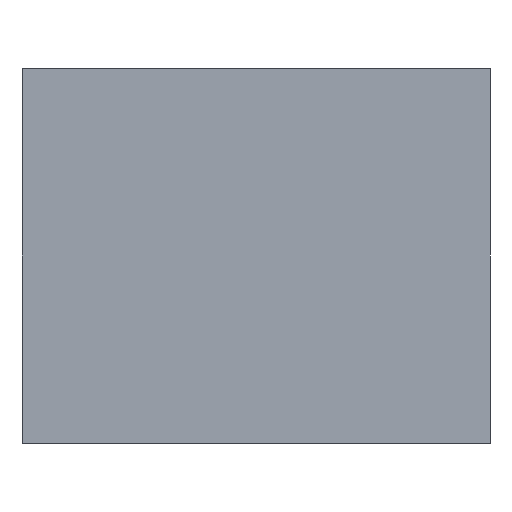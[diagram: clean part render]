
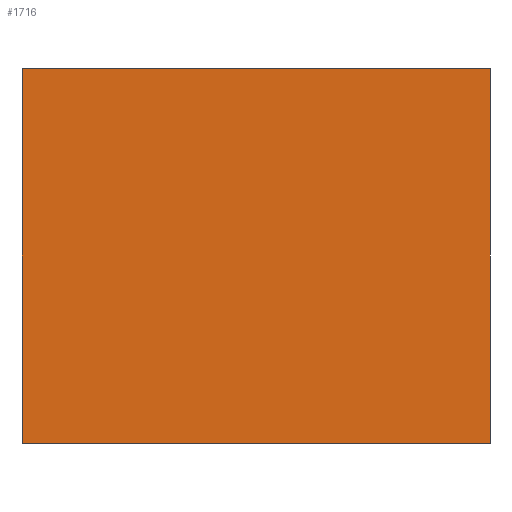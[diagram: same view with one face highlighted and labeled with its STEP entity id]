
A CAD part, left-side view. The second image highlights one B-rep face of the part: STEP entity #1716.
In plain terms, the highlighted planar face has unit normal (-1, 0, 0).
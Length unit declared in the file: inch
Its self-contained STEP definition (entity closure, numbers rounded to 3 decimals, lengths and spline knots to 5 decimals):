
#9 = EDGE_LOOP ( 'NONE', ( #1397, #1851, #2044, #1821 ) ) ;
#78 = CARTESIAN_POINT ( 'NONE',  ( 268.17346, -133.17924, 420.49822 ) ) ;
#94 = AXIS2_PLACEMENT_3D ( 'NONE', #863, #343, #2355 ) ;
#154 = LINE ( 'NONE', #670, #1126 ) ;
#185 = VERTEX_POINT ( 'NONE', #1079 ) ;
#343 = DIRECTION ( 'NONE',  ( 1., 0., 0. ) ) ;
#387 = DIRECTION ( 'NONE',  ( 0., 0., -1. ) ) ;
#415 = CARTESIAN_POINT ( 'NONE',  ( 268.17346, -133.17924, 174.40447 ) ) ;
#499 = DIRECTION ( 'NONE',  ( 0., -1., 0. ) ) ;
#596 = VECTOR ( 'NONE', #723, 39.37008 ) ;
#670 = CARTESIAN_POINT ( 'NONE',  ( 268.17346, -133.17924, 420.49822 ) ) ;
#723 = DIRECTION ( 'NONE',  ( 0., 0., -1. ) ) ;
#863 = CARTESIAN_POINT ( 'NONE',  ( 268.17346, -133.17924, 420.49822 ) ) ;
#938 = VECTOR ( 'NONE', #2175, 39.37008 ) ;
#1028 = LINE ( 'NONE', #2200, #938 ) ;
#1079 = CARTESIAN_POINT ( 'NONE',  ( 268.17346, -440.79643, 174.40447 ) ) ;
#1126 = VECTOR ( 'NONE', #499, 39.37008 ) ;
#1140 = CARTESIAN_POINT ( 'NONE',  ( 268.17346, -440.79643, 420.49822 ) ) ;
#1208 = PLANE ( 'NONE',  #94 ) ;
#1293 = LINE ( 'NONE', #1692, #596 ) ;
#1355 = EDGE_CURVE ( 'NONE', #2210, #185, #1028, .T. ) ;
#1397 = ORIENTED_EDGE ( 'NONE', *, *, #1355, .T. ) ;
#1399 = EDGE_CURVE ( 'NONE', #2153, #185, #2248, .T. ) ;
#1584 = FACE_OUTER_BOUND ( 'NONE', #9, .T. ) ;
#1682 = EDGE_CURVE ( 'NONE', #2265, #2153, #154, .T. ) ;
#1692 = CARTESIAN_POINT ( 'NONE',  ( 268.17346, -133.17924, 420.49822 ) ) ;
#1716 = ADVANCED_FACE ( 'NONE', ( #1584 ), #1208, .F. ) ;
#1748 = VECTOR ( 'NONE', #387, 39.37008 ) ;
#1821 = ORIENTED_EDGE ( 'NONE', *, *, #1844, .T. ) ;
#1844 = EDGE_CURVE ( 'NONE', #2265, #2210, #1293, .T. ) ;
#1851 = ORIENTED_EDGE ( 'NONE', *, *, #1399, .F. ) ;
#2044 = ORIENTED_EDGE ( 'NONE', *, *, #1682, .F. ) ;
#2153 = VERTEX_POINT ( 'NONE', #2241 ) ;
#2175 = DIRECTION ( 'NONE',  ( 0., -1., 0. ) ) ;
#2200 = CARTESIAN_POINT ( 'NONE',  ( 268.17346, -133.17924, 174.40447 ) ) ;
#2210 = VERTEX_POINT ( 'NONE', #415 ) ;
#2241 = CARTESIAN_POINT ( 'NONE',  ( 268.17346, -440.79643, 420.49822 ) ) ;
#2248 = LINE ( 'NONE', #1140, #1748 ) ;
#2265 = VERTEX_POINT ( 'NONE', #78 ) ;
#2355 = DIRECTION ( 'NONE',  ( 0., 1., 0. ) ) ;
